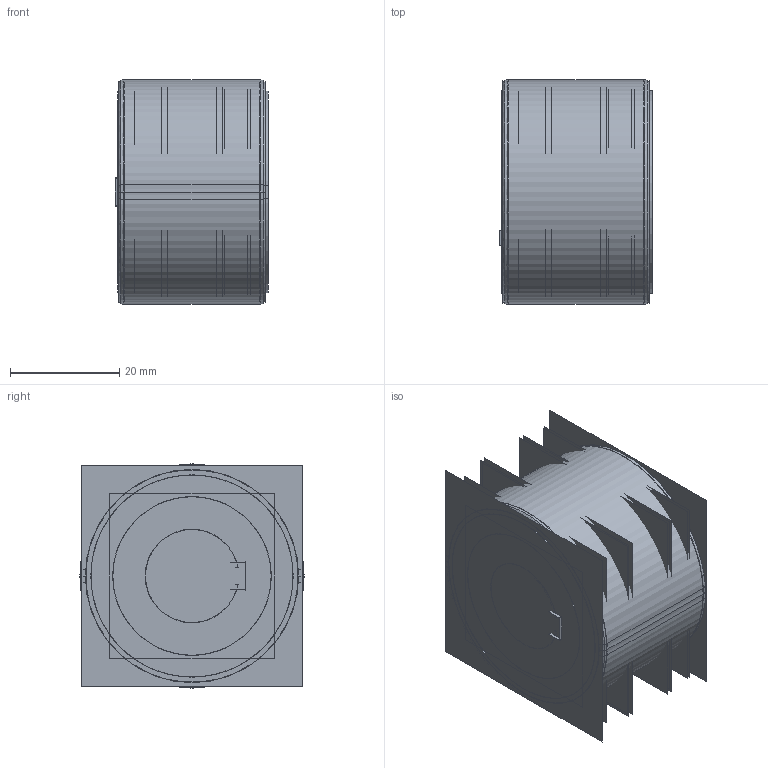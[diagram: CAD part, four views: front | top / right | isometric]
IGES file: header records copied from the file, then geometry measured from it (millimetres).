
Start section:  PTC IGES file: fn437m.igs
Global section: file name: fn437m.igs; native system: Creo Parametric by Parametric Technology Corporation; preprocessor: 2013150; author: sales 4; organization: Unknown; date: 20140325.143829; units: millimetre
Bounding box: 28.08 x 41 x 41 mm (x, y, z)
Volume: 24715.3 mm3; surface area: 221992.3 mm2
Topology: 39 solids, 39 shells, 4812 faces, 24780 edges, 30816 vertices
Faces by surface type: bspline 3154, revolution 1658
